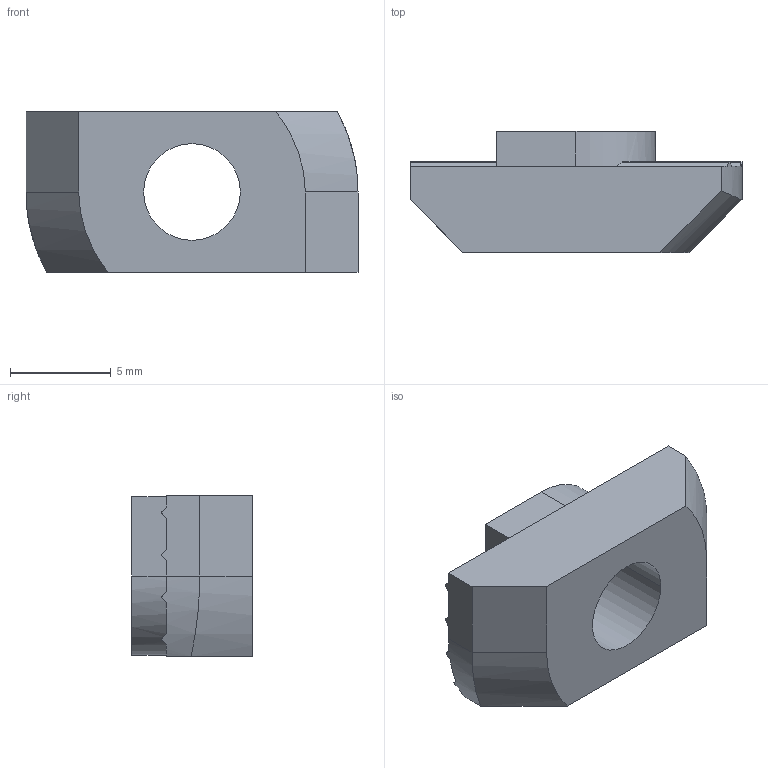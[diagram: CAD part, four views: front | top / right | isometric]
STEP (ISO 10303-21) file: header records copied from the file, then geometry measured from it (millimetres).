
FILE_DESCRIPTION(('STEP AP214'),'1');
FILE_NAME('cctmp_457A5F6D-33C0-49DE-BC69-7735C056CF51_2020_1_15_7_21_5_406..stp','2020-01-15T06:21:05',('Bosch Rexroth AG'),('CADClick - www.CADClick.com'),'Spatial InterOp 3D',' ','unknown authorization - (Healing Option Enabled)');
FILE_SCHEMA(('AUTOMOTIVE_DESIGN'));
Length unit declared in the file: millimetre
Products named in the file (1): 2020_01_15__07-21-05-406
Bounding box: 16.5 x 6 x 8 mm (x, y, z)
Volume: 484.7 mm3; surface area: 529.3 mm2
Topology: 1 solids, 1 shells, 52 faces, 148 edges, 98 vertices
Faces by surface type: plane 36, cylinder 16
Entity records: 2230 total; most frequent: CARTESIAN_POINT 399, ORIENTED_EDGE 296, DIRECTION 292, EDGE_CURVE 148, AXIS2_PLACEMENT_3D 99, VERTEX_POINT 98, LINE 94, VECTOR 94
